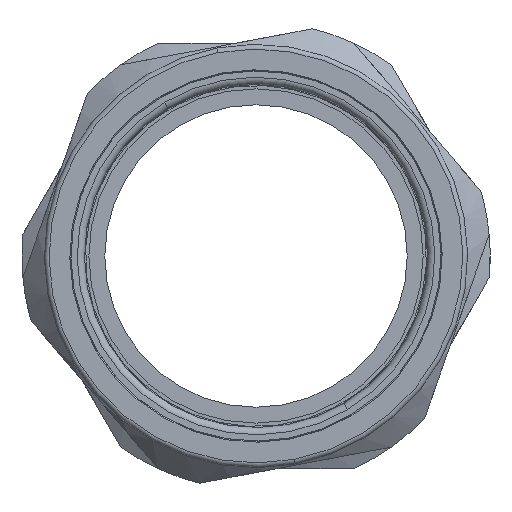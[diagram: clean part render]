
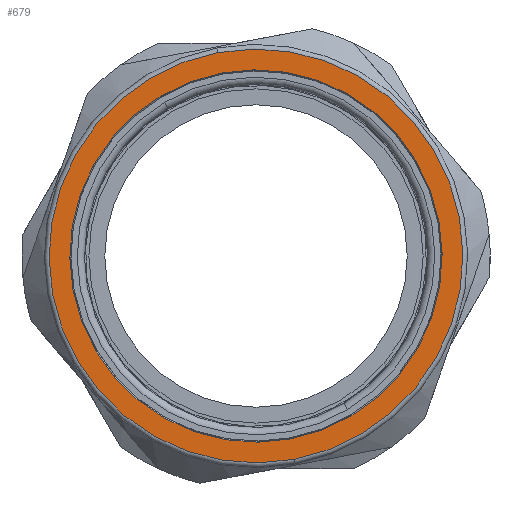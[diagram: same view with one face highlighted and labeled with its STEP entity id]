
A CAD part, left-side view. The second image highlights one B-rep face of the part: STEP entity #679.
In plain terms, the highlighted planar face has unit normal (-1, 0, 0).
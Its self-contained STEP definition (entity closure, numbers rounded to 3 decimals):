
#102 = DIRECTION ( 'NONE',  ( 1., 0., 0. ) ) ;
#111 = DIRECTION ( 'NONE',  ( 0., -0.185, -0.983 ) ) ;
#145 = CARTESIAN_POINT ( 'NONE',  ( -59.464, 7.291, 38.684 ) ) ;
#237 = FACE_OUTER_BOUND ( 'NONE', #2700, .T. ) ;
#325 = EDGE_CURVE ( 'NONE', #1930, #1650, #2908, .T. ) ;
#342 = DIRECTION ( 'NONE',  ( 0., -0.185, -0.983 ) ) ;
#350 = EDGE_CURVE ( 'NONE', #3280, #1773, #2428, .T. ) ;
#389 = EDGE_CURVE ( 'NONE', #1650, #1930, #2952, .T. ) ;
#447 = DIRECTION ( 'NONE',  ( 1., 0., 0. ) ) ;
#541 = EDGE_LOOP ( 'NONE', ( #2013, #1455 ) ) ;
#651 = AXIS2_PLACEMENT_3D ( 'NONE', #3107, #3694, #1970 ) ;
#679 = ADVANCED_FACE ( 'NONE', ( #1999, #237 ), #2481, .F. ) ;
#875 = DIRECTION ( 'NONE',  ( 0., -0.185, -0.983 ) ) ;
#1009 = DIRECTION ( 'NONE',  ( 0., -0.185, -0.983 ) ) ;
#1021 = CARTESIAN_POINT ( 'NONE',  ( -59.464, 0., 0. ) ) ;
#1022 = AXIS2_PLACEMENT_3D ( 'NONE', #1770, #2079, #342 ) ;
#1185 = EDGE_CURVE ( 'NONE', #1773, #3280, #3038, .T. ) ;
#1437 = DIRECTION ( 'NONE',  ( 1., 0., 0. ) ) ;
#1455 = ORIENTED_EDGE ( 'NONE', *, *, #350, .T. ) ;
#1468 = ORIENTED_EDGE ( 'NONE', *, *, #325, .T. ) ;
#1650 = VERTEX_POINT ( 'NONE', #3198 ) ;
#1770 = CARTESIAN_POINT ( 'NONE',  ( -59.464, 0., 0. ) ) ;
#1773 = VERTEX_POINT ( 'NONE', #145 ) ;
#1876 = CARTESIAN_POINT ( 'NONE',  ( -59.464, -8.103, -42.993 ) ) ;
#1930 = VERTEX_POINT ( 'NONE', #1876 ) ;
#1966 = AXIS2_PLACEMENT_3D ( 'NONE', #2347, #1437, #875 ) ;
#1970 = DIRECTION ( 'NONE',  ( 0., -0.185, -0.983 ) ) ;
#1999 = FACE_BOUND ( 'NONE', #541, .T. ) ;
#2013 = ORIENTED_EDGE ( 'NONE', *, *, #1185, .T. ) ;
#2079 = DIRECTION ( 'NONE',  ( -1., 0., 0. ) ) ;
#2347 = CARTESIAN_POINT ( 'NONE',  ( -59.464, 0., 0. ) ) ;
#2382 = CARTESIAN_POINT ( 'NONE',  ( -59.464, 0., 0. ) ) ;
#2428 = CIRCLE ( 'NONE', #3196, 39.365 ) ;
#2481 = PLANE ( 'NONE',  #3207 ) ;
#2572 = ORIENTED_EDGE ( 'NONE', *, *, #389, .T. ) ;
#2700 = EDGE_LOOP ( 'NONE', ( #1468, #2572 ) ) ;
#2908 = CIRCLE ( 'NONE', #1022, 43.75 ) ;
#2952 = CIRCLE ( 'NONE', #651, 43.75 ) ;
#3038 = CIRCLE ( 'NONE', #1966, 39.365 ) ;
#3107 = CARTESIAN_POINT ( 'NONE',  ( -59.464, 0., 0. ) ) ;
#3196 = AXIS2_PLACEMENT_3D ( 'NONE', #2382, #102, #111 ) ;
#3198 = CARTESIAN_POINT ( 'NONE',  ( -59.464, 8.103, 42.993 ) ) ;
#3207 = AXIS2_PLACEMENT_3D ( 'NONE', #1021, #447, #1009 ) ;
#3280 = VERTEX_POINT ( 'NONE', #3691 ) ;
#3691 = CARTESIAN_POINT ( 'NONE',  ( -59.464, -7.291, -38.684 ) ) ;
#3694 = DIRECTION ( 'NONE',  ( -1., 0., 0. ) ) ;
